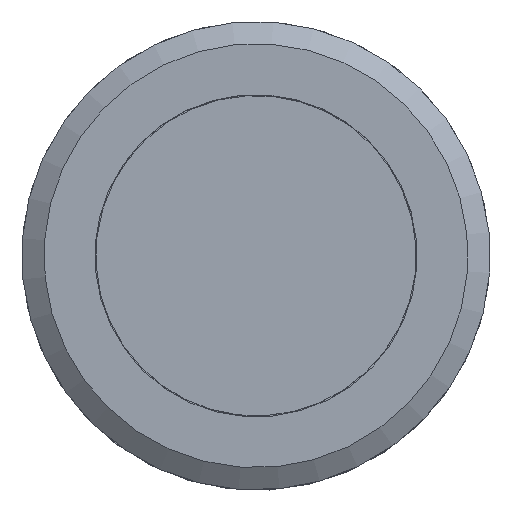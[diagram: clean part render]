
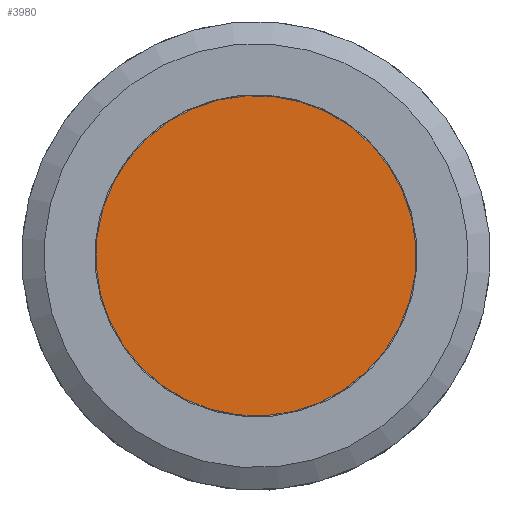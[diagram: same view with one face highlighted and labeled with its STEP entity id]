
A CAD part, top view. The second image highlights one B-rep face of the part: STEP entity #3980.
In plain terms, the highlighted planar face has unit normal (0, 0, 1).
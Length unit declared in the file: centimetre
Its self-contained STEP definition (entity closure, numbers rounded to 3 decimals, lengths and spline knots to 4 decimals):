
#296=PLANE('',#4418);
#538=FACE_OUTER_BOUND('',#819,.T.);
#819=EDGE_LOOP('',(#3708));
#1685=CIRCLE('',#4419,1.19);
#2047=VERTEX_POINT('',#6826);
#2602=EDGE_CURVE('',#2047,#2047,#1685,.T.);
#3708=ORIENTED_EDGE('',*,*,#2602,.F.);
#3980=ADVANCED_FACE('',(#538),#296,.F.);
#4418=AXIS2_PLACEMENT_3D('',#6825,#5596,#5597);
#4419=AXIS2_PLACEMENT_3D('',#6827,#5598,#5599);
#5596=DIRECTION('center_axis',(0.,0.,-1.));
#5597=DIRECTION('ref_axis',(0.895,-0.447,0.));
#5598=DIRECTION('center_axis',(0.,0.,-1.));
#5599=DIRECTION('ref_axis',(0.895,-0.447,0.));
#6825=CARTESIAN_POINT('Origin',(0.,0.,
3.285));
#6826=CARTESIAN_POINT('',(-1.0645,0.532,3.285));
#6827=CARTESIAN_POINT('Origin',(0.,0.,
3.285));
